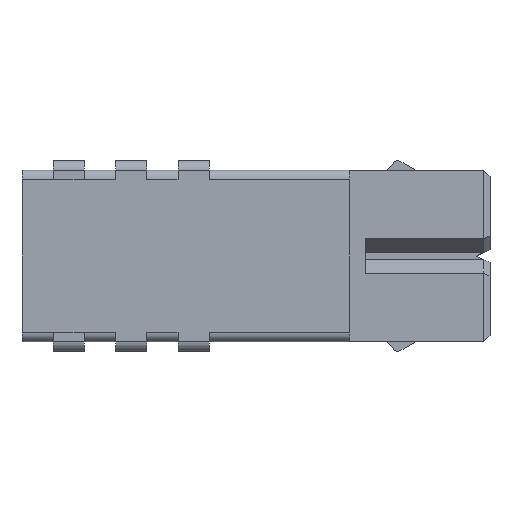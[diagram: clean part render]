
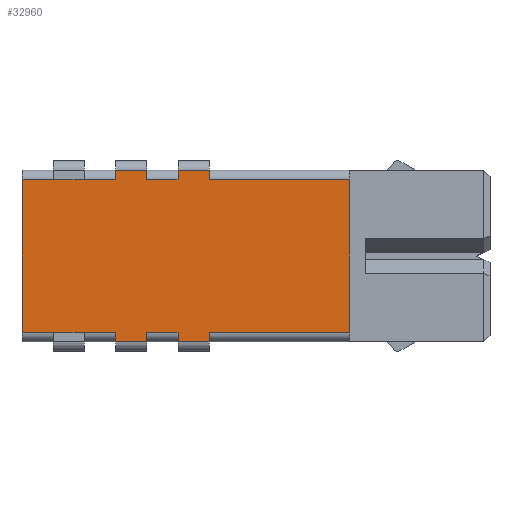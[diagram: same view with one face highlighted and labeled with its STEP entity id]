
A CAD part, front view. The second image highlights one B-rep face of the part: STEP entity #32960.
In plain terms, the highlighted planar face has unit normal (0, -1, 0).
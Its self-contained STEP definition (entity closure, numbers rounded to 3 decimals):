
#1000=CARTESIAN_POINT('',(-10.539,-17.222,8.05));
#1010=VERTEX_POINT('',#1000);
#1040=CARTESIAN_POINT('',(-10.539,-17.222,0.));
#1050=DIRECTION('',(0.,0.,1.));
#1060=VECTOR('',#1050,1.);
#1070=LINE('',#1040,#1060);
#1080=CARTESIAN_POINT('',(-10.539,-17.222,7.75));
#1090=VERTEX_POINT('',#1080);
#1100=EDGE_CURVE('',#1090,#1010,#1070,.T.);
#2700=CARTESIAN_POINT('',(-12.539,-17.222,7.75));
#2710=VERTEX_POINT('',#2700);
#4040=CARTESIAN_POINT('',(-11.539,-17.222,7.75));
#4050=VERTEX_POINT('',#4040);
#5230=CARTESIAN_POINT('',(0.,-17.222,7.75));
#5240=DIRECTION('',(-1.,0.,0.));
#5250=VECTOR('',#5240,1.);
#5260=LINE('',#5230,#5250);
#5270=CARTESIAN_POINT('',(-13.539,-17.222,7.75));
#5280=VERTEX_POINT('',#5270);
#5290=EDGE_CURVE('',#2710,#5280,#5260,.T.);
#5880=CARTESIAN_POINT('',(0.,-17.222,7.75));
#5890=DIRECTION('',(1.,0.,0.));
#5900=VECTOR('',#5890,1.);
#5910=LINE('',#5880,#5900);
#5920=EDGE_CURVE('',#2710,#4050,#5910,.T.);
#6330=EDGE_CURVE('',#4050,#1090,#5910,.T.);
#7550=CARTESIAN_POINT('',(-9.539,-17.222,8.05));
#7560=VERTEX_POINT('',#7550);
#7590=CARTESIAN_POINT('',(0.,-17.222,8.05));
#7600=DIRECTION('',(-1.,0.,0.));
#7610=VECTOR('',#7600,1.);
#7620=LINE('',#7590,#7610);
#7630=EDGE_CURVE('',#7560,#1010,#7620,.T.);
#8430=CARTESIAN_POINT('',(-8.539,-17.222,8.05));
#8440=VERTEX_POINT('',#8430);
#8470=CARTESIAN_POINT('',(-8.539,-17.222,0.));
#8480=DIRECTION('',(0.,0.,1.));
#8490=VECTOR('',#8480,1.);
#8500=LINE('',#8470,#8490);
#8510=CARTESIAN_POINT('',(-8.539,-17.222,7.75));
#8520=VERTEX_POINT('',#8510);
#8530=EDGE_CURVE('',#8520,#8440,#8500,.T.);
#11070=CARTESIAN_POINT('',(-7.539,-17.222,7.75));
#11080=VERTEX_POINT('',#11070);
#11110=CARTESIAN_POINT('',(-7.539,-17.222,0.));
#11120=DIRECTION('',(0.,0.,-1.));
#11130=VECTOR('',#11120,1.);
#11140=LINE('',#11110,#11130);
#11150=CARTESIAN_POINT('',(-7.539,-17.222,8.05));
#11160=VERTEX_POINT('',#11150);
#11170=EDGE_CURVE('',#11160,#11080,#11140,.T.);
#11520=CARTESIAN_POINT('',(0.,-17.222,8.05));
#11530=DIRECTION('',(-1.,0.,0.));
#11540=VECTOR('',#11530,1.);
#11550=LINE('',#11520,#11540);
#11560=EDGE_CURVE('',#11160,#8440,#11550,.T.);
#15070=CARTESIAN_POINT('',(-9.539,-17.222,7.75));
#15080=VERTEX_POINT('',#15070);
#15110=CARTESIAN_POINT('',(-9.539,-17.222,0.));
#15120=DIRECTION('',(0.,0.,-1.));
#15130=VECTOR('',#15120,1.);
#15140=LINE('',#15110,#15130);
#15150=EDGE_CURVE('',#7560,#15080,#15140,.T.);
#15380=CARTESIAN_POINT('',(0.,-17.222,7.75));
#15390=DIRECTION('',(1.,0.,0.));
#15400=VECTOR('',#15390,1.);
#15410=LINE('',#15380,#15400);
#15420=EDGE_CURVE('',#15080,#8520,#15410,.T.);
#21040=CARTESIAN_POINT('',(-13.539,-17.222,0.));
#21050=DIRECTION('',(0.,0.,1.));
#21060=VECTOR('',#21050,1.);
#21070=LINE('',#21040,#21060);
#21080=CARTESIAN_POINT('',(-13.539,-17.222,2.85));
#21090=VERTEX_POINT('',#21080);
#21100=EDGE_CURVE('',#21090,#5280,#21070,.T.);
#24950=CARTESIAN_POINT('',(-3.039,-17.222,2.85));
#24960=VERTEX_POINT('',#24950);
#24990=CARTESIAN_POINT('',(-3.039,-17.222,3.834));
#25000=DIRECTION('',(0.,0.,1.));
#25010=VECTOR('',#25000,1.);
#25020=LINE('',#24990,#25010);
#25030=CARTESIAN_POINT('',(-3.039,-17.222,7.75));
#25040=VERTEX_POINT('',#25030);
#25050=EDGE_CURVE('',#24960,#25040,#25020,.T.);
#29010=CARTESIAN_POINT('',(-3.539,-17.222,7.75));
#29020=DIRECTION('',(1.,0.,0.));
#29030=VECTOR('',#29020,1.);
#29040=LINE('',#29010,#29030);
#29050=EDGE_CURVE('',#11080,#25040,#29040,.T.);
#31980=CARTESIAN_POINT('',(-8.201,-17.222,5.496
));
#31990=DIRECTION('',(0.,-1.,0.));
#32000=DIRECTION('',(1.,0.,0.));
#32010=AXIS2_PLACEMENT_3D('',#31980,#31990,#32000);
#32020=PLANE('',#32010);
#32030=ORIENTED_EDGE('',*,*,#25050,.T.);
#32040=CARTESIAN_POINT('',(-3.539,-17.222,2.85));
#32050=DIRECTION('',(1.,0.,0.));
#32060=VECTOR('',#32050,1.);
#32070=LINE('',#32040,#32060);
#32080=CARTESIAN_POINT('',(-7.539,-17.222,2.85));
#32090=VERTEX_POINT('',#32080);
#32100=EDGE_CURVE('',#32090,#24960,#32070,.T.);
#32110=ORIENTED_EDGE('',*,*,#32100,.T.);
#32120=CARTESIAN_POINT('',(-7.539,-17.222,2.5));
#32130=DIRECTION('',(0.,0.,-1.));
#32140=VECTOR('',#32130,1.);
#32150=LINE('',#32120,#32140);
#32160=CARTESIAN_POINT('',(-7.539,-17.222,2.55));
#32170=VERTEX_POINT('',#32160);
#32180=EDGE_CURVE('',#32090,#32170,#32150,.T.);
#32190=ORIENTED_EDGE('',*,*,#32180,.F.);
#32200=CARTESIAN_POINT('',(0.,-17.222,2.55));
#32210=DIRECTION('',(1.,0.,0.));
#32220=VECTOR('',#32210,1.);
#32230=LINE('',#32200,#32220);
#32240=CARTESIAN_POINT('',(-8.539,-17.222,2.55));
#32250=VERTEX_POINT('',#32240);
#32260=EDGE_CURVE('',#32250,#32170,#32230,.T.);
#32270=ORIENTED_EDGE('',*,*,#32260,.T.);
#32280=CARTESIAN_POINT('',(-8.539,-17.222,2.5));
#32290=DIRECTION('',(0.,0.,1.));
#32300=VECTOR('',#32290,1.);
#32310=LINE('',#32280,#32300);
#32320=CARTESIAN_POINT('',(-8.539,-17.222,2.85));
#32330=VERTEX_POINT('',#32320);
#32340=EDGE_CURVE('',#32250,#32330,#32310,.T.);
#32350=ORIENTED_EDGE('',*,*,#32340,.F.);
#32360=CARTESIAN_POINT('',(0.,-17.222,2.85));
#32370=DIRECTION('',(1.,0.,0.));
#32380=VECTOR('',#32370,1.);
#32390=LINE('',#32360,#32380);
#32400=CARTESIAN_POINT('',(-9.539,-17.222,2.85));
#32410=VERTEX_POINT('',#32400);
#32420=EDGE_CURVE('',#32410,#32330,#32390,.T.);
#32430=ORIENTED_EDGE('',*,*,#32420,.T.);
#32440=CARTESIAN_POINT('',(-9.539,-17.222,2.5));
#32450=DIRECTION('',(0.,0.,-1.));
#32460=VECTOR('',#32450,1.);
#32470=LINE('',#32440,#32460);
#32480=CARTESIAN_POINT('',(-9.539,-17.222,2.55));
#32490=VERTEX_POINT('',#32480);
#32500=EDGE_CURVE('',#32410,#32490,#32470,.T.);
#32510=ORIENTED_EDGE('',*,*,#32500,.F.);
#32520=CARTESIAN_POINT('',(0.,-17.222,2.55));
#32530=DIRECTION('',(1.,0.,0.));
#32540=VECTOR('',#32530,1.);
#32550=LINE('',#32520,#32540);
#32560=CARTESIAN_POINT('',(-10.539,-17.222,2.55));
#32570=VERTEX_POINT('',#32560);
#32580=EDGE_CURVE('',#32570,#32490,#32550,.T.);
#32590=ORIENTED_EDGE('',*,*,#32580,.T.);
#32600=CARTESIAN_POINT('',(-10.539,-17.222,2.5));
#32610=DIRECTION('',(0.,0.,1.));
#32620=VECTOR('',#32610,1.);
#32630=LINE('',#32600,#32620);
#32640=CARTESIAN_POINT('',(-10.539,-17.222,2.85));
#32650=VERTEX_POINT('',#32640);
#32660=EDGE_CURVE('',#32570,#32650,#32630,.T.);
#32670=ORIENTED_EDGE('',*,*,#32660,.F.);
#32680=CARTESIAN_POINT('',(-11.539,-17.222,2.85));
#32690=VERTEX_POINT('',#32680);
#32700=EDGE_CURVE('',#32690,#32650,#32390,.T.);
#32710=ORIENTED_EDGE('',*,*,#32700,.T.);
#32720=CARTESIAN_POINT('',(-12.539,-17.222,2.85));
#32730=VERTEX_POINT('',#32720);
#32740=EDGE_CURVE('',#32730,#32690,#32390,.T.);
#32750=ORIENTED_EDGE('',*,*,#32740,.T.);
#32760=CARTESIAN_POINT('',(0.,-17.222,2.85));
#32770=DIRECTION('',(1.,0.,0.));
#32780=VECTOR('',#32770,1.);
#32790=LINE('',#32760,#32780);
#32800=EDGE_CURVE('',#21090,#32730,#32790,.T.);
#32810=ORIENTED_EDGE('',*,*,#32800,.T.);
#32820=ORIENTED_EDGE('',*,*,#21100,.F.);
#32830=ORIENTED_EDGE('',*,*,#5290,.T.);
#32840=ORIENTED_EDGE('',*,*,#5920,.F.);
#32850=ORIENTED_EDGE('',*,*,#6330,.F.);
#32860=ORIENTED_EDGE('',*,*,#1100,.F.);
#32870=ORIENTED_EDGE('',*,*,#7630,.T.);
#32880=ORIENTED_EDGE('',*,*,#15150,.F.);
#32890=ORIENTED_EDGE('',*,*,#15420,.F.);
#32900=ORIENTED_EDGE('',*,*,#8530,.F.);
#32910=ORIENTED_EDGE('',*,*,#11560,.T.);
#32920=ORIENTED_EDGE('',*,*,#11170,.F.);
#32930=ORIENTED_EDGE('',*,*,#29050,.F.);
#32940=EDGE_LOOP('',(#32930,#32920,#32910,#32900,#32890,#32880,#32870,
#32860,#32850,#32840,#32830,#32820,#32810,#32750,#32710,#32670,#32590,
#32510,#32430,#32350,#32270,#32190,#32110,#32030));
#32950=FACE_OUTER_BOUND('',#32940,.T.);
#32960=ADVANCED_FACE('',(#32950),#32020,.T.);
